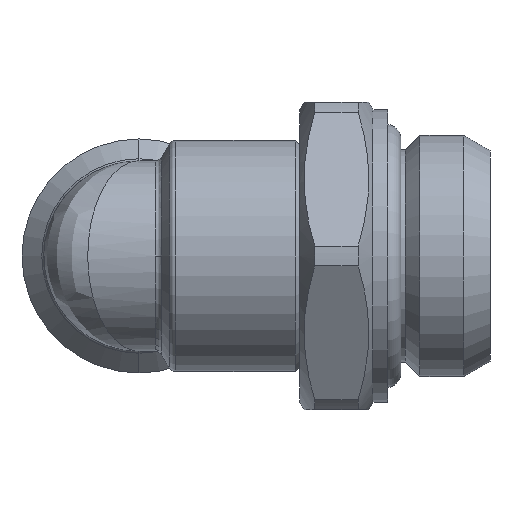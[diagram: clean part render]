
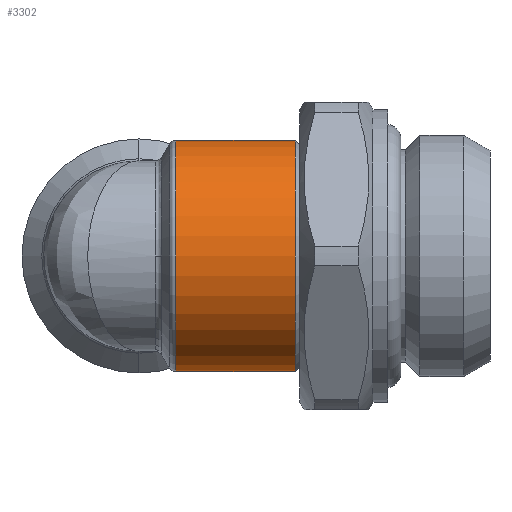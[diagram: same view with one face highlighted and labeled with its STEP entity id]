
A CAD part, left-side view. The second image highlights one B-rep face of the part: STEP entity #3302.
In plain terms, the highlighted cylindrical face has radius 7.9 mm (diameter 15.8 mm), a partial arc.
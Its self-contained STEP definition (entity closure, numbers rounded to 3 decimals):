
#509 = EDGE_CURVE ( 'NONE', #2499, #2503, #1125, .T. ) ;
#1095 = AXIS2_PLACEMENT_3D ( 'NONE', #2711, #2712, #2713 ) ;
#1125 = CIRCLE ( 'NONE', #1174, 7.9 ) ;
#1152 = CIRCLE ( 'NONE', #1095, 7.9 ) ;
#1154 = VECTOR ( 'NONE', #2642, 1000. ) ;
#1174 = AXIS2_PLACEMENT_3D ( 'NONE', #1997, #1998, #1999 ) ;
#1305 = VECTOR ( 'NONE', #2654, 1000. ) ;
#1997 = CARTESIAN_POINT ( 'NONE',  ( 0., -10.699, 0. ) ) ;
#1998 = DIRECTION ( 'NONE',  ( 0., -1., 0. ) ) ;
#1999 = DIRECTION ( 'NONE',  ( 0., 0., 1. ) ) ;
#2431 = EDGE_LOOP ( 'NONE', ( #3196, #3195, #3216, #3201 ) ) ;
#2499 = VERTEX_POINT ( 'NONE', #2577 ) ;
#2503 = VERTEX_POINT ( 'NONE', #2590 ) ;
#2505 = VERTEX_POINT ( 'NONE', #2592 ) ;
#2577 = CARTESIAN_POINT ( 'NONE',  ( 0., -10.699, 7.9 ) ) ;
#2590 = CARTESIAN_POINT ( 'NONE',  ( 0., -10.699, -7.9 ) ) ;
#2592 = CARTESIAN_POINT ( 'NONE',  ( 0., -2.5, -7.9 ) ) ;
#2631 = LINE ( 'NONE', #2635, #1154 ) ;
#2632 = CARTESIAN_POINT ( 'NONE',  ( 0., -2.5, 7.9 ) ) ;
#2635 = CARTESIAN_POINT ( 'NONE',  ( 0., 3.407, -7.9 ) ) ;
#2642 = DIRECTION ( 'NONE',  ( 0., 1., 0. ) ) ;
#2646 = LINE ( 'NONE', #2647, #1305 ) ;
#2647 = CARTESIAN_POINT ( 'NONE',  ( 0., 3.407, 7.9 ) ) ;
#2654 = DIRECTION ( 'NONE',  ( 0., 1., 0. ) ) ;
#2711 = CARTESIAN_POINT ( 'NONE',  ( 0., -2.5, 0. ) ) ;
#2712 = DIRECTION ( 'NONE',  ( 0., 1., 0. ) ) ;
#2713 = DIRECTION ( 'NONE',  ( 0., 0., 1. ) ) ;
#3015 = DIRECTION ( 'NONE',  ( 0., 1., 0. ) ) ;
#3016 = FACE_OUTER_BOUND ( 'NONE', #2431, .T. ) ;
#3018 = CARTESIAN_POINT ( 'NONE',  ( 0., 3.407, 0. ) ) ;
#3020 = CYLINDRICAL_SURFACE ( 'NONE', #3147, 7.9 ) ;
#3021 = DIRECTION ( 'NONE',  ( 0., 0., 1. ) ) ;
#3147 = AXIS2_PLACEMENT_3D ( 'NONE', #3018, #3015, #3021 ) ;
#3195 = ORIENTED_EDGE ( 'NONE', *, *, #509, .F. ) ;
#3196 = ORIENTED_EDGE ( 'NONE', *, *, #3227, .F. ) ;
#3201 = ORIENTED_EDGE ( 'NONE', *, *, #3247, .F. ) ;
#3214 = VERTEX_POINT ( 'NONE', #2632 ) ;
#3216 = ORIENTED_EDGE ( 'NONE', *, *, #3231, .T. ) ;
#3227 = EDGE_CURVE ( 'NONE', #2503, #2505, #2631, .T. ) ;
#3231 = EDGE_CURVE ( 'NONE', #2499, #3214, #2646, .T. ) ;
#3247 = EDGE_CURVE ( 'NONE', #2505, #3214, #1152, .T. ) ;
#3302 = ADVANCED_FACE ( 'NONE', ( #3016 ), #3020, .T. ) ;
